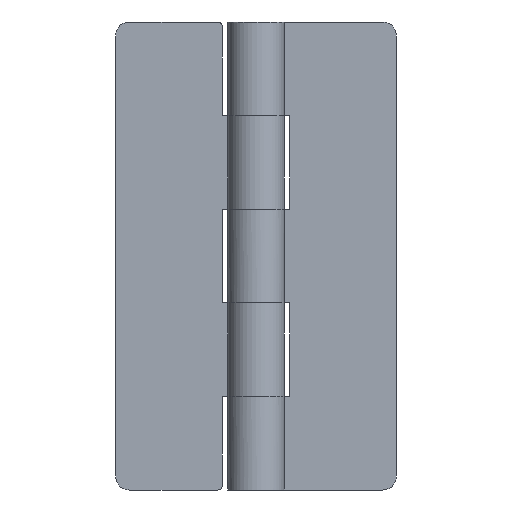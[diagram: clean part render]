
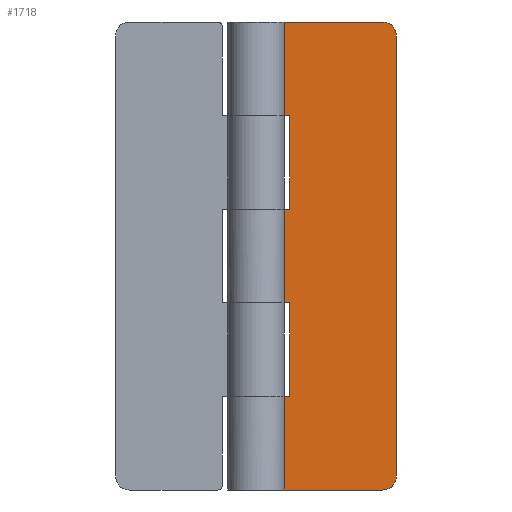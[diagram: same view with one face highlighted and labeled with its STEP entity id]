
A CAD part, front view. The second image highlights one B-rep face of the part: STEP entity #1718.
In plain terms, the highlighted free-form (B-spline) face has degree [1, 1] with [2, 2] control points.
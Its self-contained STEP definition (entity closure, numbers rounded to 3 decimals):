
#1012=CARTESIAN_POINT('',(13.5,1.5,50.0));
#1013=VERTEX_POINT('',#1012);
#1019=CARTESIAN_POINT('',(15.0,1.5,48.5));
#1020=VERTEX_POINT('',#1019);
#1021=CARTESIAN_POINT('',(15.0,1.5,48.5));
#1022=CARTESIAN_POINT('',(15.,1.5,50.0));
#1023=CARTESIAN_POINT('',(13.5,1.5,50.0));
#1031=(BOUNDED_CURVE()B_SPLINE_CURVE(2,(#1021,#1022,#1023),.UNSPECIFIED.,.F.,.U.)CURVE()GEOMETRIC_REPRESENTATION_ITEM()QUASI_UNIFORM_CURVE()RATIONAL_B_SPLINE_CURVE((1.0,0.707,1.0))REPRESENTATION_ITEM(''));
#1032=EDGE_CURVE('',#1020,#1013,#1031,.T.);
#1073=CARTESIAN_POINT('',(15.0,1.5,1.5));
#1074=VERTEX_POINT('',#1073);
#1080=CARTESIAN_POINT('',(13.5,1.5,0.0));
#1081=VERTEX_POINT('',#1080);
#1082=CARTESIAN_POINT('',(13.5,1.5,0.0));
#1083=CARTESIAN_POINT('',(15.,1.5,0.0));
#1084=CARTESIAN_POINT('',(15.0,1.5,1.5));
#1092=(BOUNDED_CURVE()B_SPLINE_CURVE(2,(#1082,#1083,#1084),.UNSPECIFIED.,.F.,.U.)CURVE()GEOMETRIC_REPRESENTATION_ITEM()QUASI_UNIFORM_CURVE()RATIONAL_B_SPLINE_CURVE((1.0,0.707,1.0))REPRESENTATION_ITEM(''));
#1093=EDGE_CURVE('',#1081,#1074,#1092,.T.);
#1108=CARTESIAN_POINT('',(0.0,1.5,10.0));
#1109=VERTEX_POINT('',#1108);
#1110=CARTESIAN_POINT('',(3.6,1.5,10.0));
#1111=VERTEX_POINT('',#1110);
#1112=CARTESIAN_POINT('',(0.0,1.5,10.0));
#1113=CARTESIAN_POINT('',(3.6,1.5,10.0));
#1114=QUASI_UNIFORM_CURVE('',1,(#1112,#1113),.UNSPECIFIED.,.F.,.U.);
#1115=EDGE_CURVE('',#1109,#1111,#1114,.T.);
#1186=CARTESIAN_POINT('',(3.6,1.5,20.0));
#1187=VERTEX_POINT('',#1186);
#1188=CARTESIAN_POINT('',(0.0,1.5,20.0));
#1189=VERTEX_POINT('',#1188);
#1190=CARTESIAN_POINT('',(3.6,1.5,20.0));
#1191=CARTESIAN_POINT('',(0.0,1.5,20.0));
#1192=QUASI_UNIFORM_CURVE('',1,(#1190,#1191),.UNSPECIFIED.,.F.,.U.);
#1193=EDGE_CURVE('',#1187,#1189,#1192,.T.);
#1264=CARTESIAN_POINT('',(3.6,1.5,10.0));
#1265=CARTESIAN_POINT('',(3.6,1.5,20.0));
#1266=QUASI_UNIFORM_CURVE('',1,(#1264,#1265),.UNSPECIFIED.,.F.,.U.);
#1267=EDGE_CURVE('',#1111,#1187,#1266,.T.);
#1284=CARTESIAN_POINT('',(3.6,1.5,40.0));
#1285=VERTEX_POINT('',#1284);
#1286=CARTESIAN_POINT('',(0.0,1.5,40.0));
#1287=VERTEX_POINT('',#1286);
#1288=CARTESIAN_POINT('',(3.6,1.5,40.0));
#1289=CARTESIAN_POINT('',(0.0,1.5,40.0));
#1290=QUASI_UNIFORM_CURVE('',1,(#1288,#1289),.UNSPECIFIED.,.F.,.U.);
#1291=EDGE_CURVE('',#1285,#1287,#1290,.T.);
#1362=CARTESIAN_POINT('',(0.0,1.5,30.0));
#1363=VERTEX_POINT('',#1362);
#1364=CARTESIAN_POINT('',(3.6,1.5,30.0));
#1365=VERTEX_POINT('',#1364);
#1366=CARTESIAN_POINT('',(0.0,1.5,30.0));
#1367=CARTESIAN_POINT('',(3.6,1.5,30.0));
#1368=QUASI_UNIFORM_CURVE('',1,(#1366,#1367),.UNSPECIFIED.,.F.,.U.);
#1369=EDGE_CURVE('',#1363,#1365,#1368,.T.);
#1440=CARTESIAN_POINT('',(3.6,1.5,30.0));
#1441=CARTESIAN_POINT('',(3.6,1.5,40.0));
#1442=QUASI_UNIFORM_CURVE('',1,(#1440,#1441),.UNSPECIFIED.,.F.,.U.);
#1443=EDGE_CURVE('',#1365,#1285,#1442,.T.);
#1468=CARTESIAN_POINT('',(0.0,1.5,0.0));
#1469=VERTEX_POINT('',#1468);
#1470=CARTESIAN_POINT('',(13.5,1.5,0.0));
#1471=CARTESIAN_POINT('',(0.0,1.5,0.0));
#1472=QUASI_UNIFORM_CURVE('',1,(#1470,#1471),.UNSPECIFIED.,.F.,.U.);
#1473=EDGE_CURVE('',#1081,#1469,#1472,.T.);
#1530=CARTESIAN_POINT('',(0.0,1.5,50.0));
#1531=VERTEX_POINT('',#1530);
#1532=CARTESIAN_POINT('',(13.5,1.5,50.0));
#1533=CARTESIAN_POINT('',(0.0,1.5,50.0));
#1534=QUASI_UNIFORM_CURVE('',1,(#1532,#1533),.UNSPECIFIED.,.F.,.U.);
#1535=EDGE_CURVE('',#1013,#1531,#1534,.T.);
#1676=CARTESIAN_POINT('',(0.0,1.5,50.0));
#1677=CARTESIAN_POINT('',(0.0,1.5,40.0));
#1678=QUASI_UNIFORM_CURVE('',1,(#1676,#1677),.UNSPECIFIED.,.F.,.U.);
#1679=EDGE_CURVE('',#1531,#1287,#1678,.T.);
#1685=CARTESIAN_POINT('',(-0.749,1.5,52.497));
#1686=CARTESIAN_POINT('',(-0.749,1.5,-2.498));
#1687=CARTESIAN_POINT('',(15.749,1.5,52.497));
#1688=CARTESIAN_POINT('',(15.749,1.5,-2.498));
#1689=B_SPLINE_SURFACE_WITH_KNOTS('',1,1,((#1685,#1687),(#1686,#1688)),.UNSPECIFIED.,.F.,.F.,.U.,(2,2),(2,2),(0.0,54.995),(0.0,16.499),.UNSPECIFIED.);
#1690=ORIENTED_EDGE('',*,*,#1473,.F.);
#1691=ORIENTED_EDGE('',*,*,#1093,.T.);
#1692=CARTESIAN_POINT('',(15.0,1.5,48.5));
#1693=CARTESIAN_POINT('',(15.0,1.5,1.5));
#1694=QUASI_UNIFORM_CURVE('',1,(#1692,#1693),.UNSPECIFIED.,.F.,.U.);
#1695=EDGE_CURVE('',#1020,#1074,#1694,.T.);
#1696=ORIENTED_EDGE('',*,*,#1695,.F.);
#1697=ORIENTED_EDGE('',*,*,#1032,.T.);
#1698=ORIENTED_EDGE('',*,*,#1535,.T.);
#1699=ORIENTED_EDGE('',*,*,#1679,.T.);
#1700=ORIENTED_EDGE('',*,*,#1291,.F.);
#1701=ORIENTED_EDGE('',*,*,#1443,.F.);
#1702=ORIENTED_EDGE('',*,*,#1369,.F.);
#1703=CARTESIAN_POINT('',(0.0,1.5,30.0));
#1704=CARTESIAN_POINT('',(0.0,1.5,20.0));
#1705=QUASI_UNIFORM_CURVE('',1,(#1703,#1704),.UNSPECIFIED.,.F.,.U.);
#1706=EDGE_CURVE('',#1363,#1189,#1705,.T.);
#1707=ORIENTED_EDGE('',*,*,#1706,.T.);
#1708=ORIENTED_EDGE('',*,*,#1193,.F.);
#1709=ORIENTED_EDGE('',*,*,#1267,.F.);
#1710=ORIENTED_EDGE('',*,*,#1115,.F.);
#1711=CARTESIAN_POINT('',(0.0,1.5,10.0));
#1712=CARTESIAN_POINT('',(0.0,1.5,0.0));
#1713=QUASI_UNIFORM_CURVE('',1,(#1711,#1712),.UNSPECIFIED.,.F.,.U.);
#1714=EDGE_CURVE('',#1109,#1469,#1713,.T.);
#1715=ORIENTED_EDGE('',*,*,#1714,.T.);
#1716=EDGE_LOOP('',(#1690,#1691,#1696,#1697,#1698,#1699,#1700,#1701,#1702,#1707,#1708,#1709,#1710,#1715));
#1717=FACE_OUTER_BOUND('',#1716,.T.);
#1718=ADVANCED_FACE('',(#1717),#1689,.T.);
